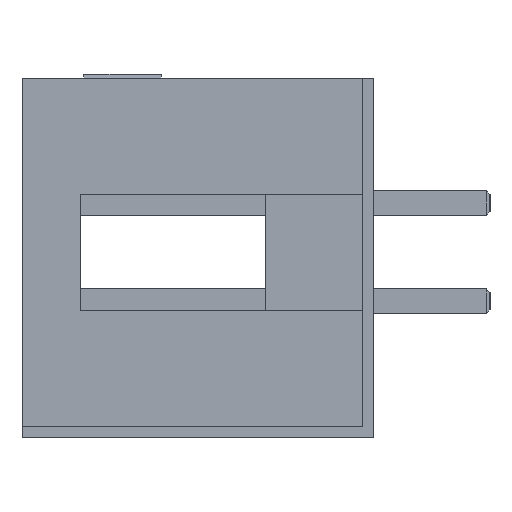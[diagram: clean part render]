
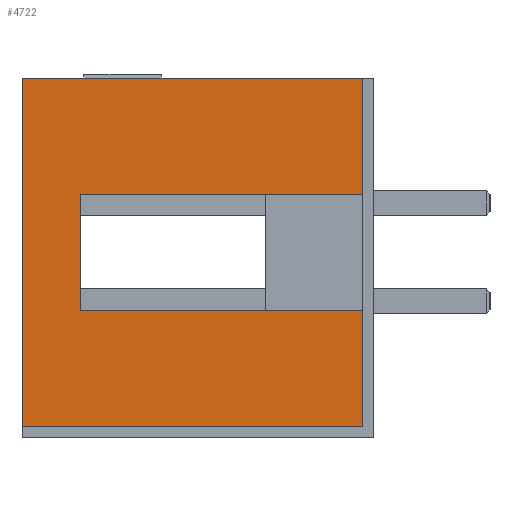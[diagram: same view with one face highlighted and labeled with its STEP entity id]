
A CAD part, left-side view. The second image highlights one B-rep face of the part: STEP entity #4722.
In plain terms, the highlighted planar face has unit normal (-1, 0, 0).
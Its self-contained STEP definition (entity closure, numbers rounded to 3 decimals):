
#63 = CARTESIAN_POINT ( 'NONE',  ( -19.04, 0.3, -1.5 ) ) ;
#105 = EDGE_CURVE ( 'NONE', #6360, #15873, #7355, .T. ) ;
#317 = LINE ( 'NONE', #17150, #17194 ) ;
#845 = VECTOR ( 'NONE', #4122, 1000. ) ;
#870 = ORIENTED_EDGE ( 'NONE', *, *, #4822, .T. ) ;
#1159 = ORIENTED_EDGE ( 'NONE', *, *, #4445, .F. ) ;
#1198 = CARTESIAN_POINT ( 'NONE',  ( -19.04, 9.1, 4.5 ) ) ;
#1769 = DIRECTION ( 'NONE',  ( 0., 0., -1. ) ) ;
#2920 = DIRECTION ( 'NONE',  ( 0., 0., -1. ) ) ;
#3073 = CARTESIAN_POINT ( 'NONE',  ( -19.04, 9.1, 4.5 ) ) ;
#3076 = ORIENTED_EDGE ( 'NONE', *, *, #6843, .F. ) ;
#3541 = ORIENTED_EDGE ( 'NONE', *, *, #6641, .T. ) ;
#4122 = DIRECTION ( 'NONE',  ( 0., -1., 0. ) ) ;
#4408 = LINE ( 'NONE', #12139, #14207 ) ;
#4445 = EDGE_CURVE ( 'NONE', #15140, #13597, #12506, .T. ) ;
#4722 = ADVANCED_FACE ( 'NONE', ( #7066 ), #6196, .T. ) ;
#4775 = DIRECTION ( 'NONE',  ( 0., 0., 1. ) ) ;
#4822 = EDGE_CURVE ( 'NONE', #12897, #14283, #18489, .T. ) ;
#5520 = EDGE_CURVE ( 'NONE', #13381, #15140, #317, .T. ) ;
#5631 = ORIENTED_EDGE ( 'NONE', *, *, #13694, .F. ) ;
#6043 = DIRECTION ( 'NONE',  ( 0., 0., 1. ) ) ;
#6051 = CARTESIAN_POINT ( 'NONE',  ( -19.04, 9.1, 0. ) ) ;
#6196 = PLANE ( 'NONE',  #12482 ) ;
#6360 = VERTEX_POINT ( 'NONE', #1198 ) ;
#6641 = EDGE_CURVE ( 'NONE', #15873, #13597, #4408, .T. ) ;
#6843 = EDGE_CURVE ( 'NONE', #6360, #7534, #15752, .T. ) ;
#7049 = EDGE_LOOP ( 'NONE', ( #1159, #10545, #10498, #870, #5631, #3076, #8155, #3541 ) ) ;
#7066 = FACE_OUTER_BOUND ( 'NONE', #7049, .T. ) ;
#7355 = LINE ( 'NONE', #6051, #7770 ) ;
#7360 = DIRECTION ( 'NONE',  ( 0., -1., 0. ) ) ;
#7430 = DIRECTION ( 'NONE',  ( 0., -1., 0. ) ) ;
#7440 = CARTESIAN_POINT ( 'NONE',  ( -19.04, 7.6, 0. ) ) ;
#7534 = VERTEX_POINT ( 'NONE', #11230 ) ;
#7770 = VECTOR ( 'NONE', #1769, 1000. ) ;
#8155 = ORIENTED_EDGE ( 'NONE', *, *, #105, .T. ) ;
#8408 = CARTESIAN_POINT ( 'NONE',  ( -19.04, 0.3, 0. ) ) ;
#8814 = DIRECTION ( 'NONE',  ( 0., -1., 0. ) ) ;
#9238 = CARTESIAN_POINT ( 'NONE',  ( -19.04, 0.3, 1.5 ) ) ;
#9702 = DIRECTION ( 'NONE',  ( 0., 0., -1. ) ) ;
#10470 = VECTOR ( 'NONE', #9702, 1000. ) ;
#10498 = ORIENTED_EDGE ( 'NONE', *, *, #13159, .T. ) ;
#10545 = ORIENTED_EDGE ( 'NONE', *, *, #5520, .F. ) ;
#11230 = CARTESIAN_POINT ( 'NONE',  ( -19.04, 0.3, 4.5 ) ) ;
#11872 = CARTESIAN_POINT ( 'NONE',  ( -19.04, 9.1, 0. ) ) ;
#12139 = CARTESIAN_POINT ( 'NONE',  ( -19.04, 9.1, -4.5 ) ) ;
#12245 = VECTOR ( 'NONE', #7360, 1000. ) ;
#12482 = AXIS2_PLACEMENT_3D ( 'NONE', #11872, #17585, #4775 ) ;
#12506 = LINE ( 'NONE', #8408, #10470 ) ;
#12820 = VECTOR ( 'NONE', #2920, 1000. ) ;
#12897 = VERTEX_POINT ( 'NONE', #14272 ) ;
#13159 = EDGE_CURVE ( 'NONE', #13381, #12897, #14427, .T. ) ;
#13381 = VERTEX_POINT ( 'NONE', #15539 ) ;
#13597 = VERTEX_POINT ( 'NONE', #16937 ) ;
#13694 = EDGE_CURVE ( 'NONE', #7534, #14283, #17302, .T. ) ;
#13951 = CARTESIAN_POINT ( 'NONE',  ( -19.04, 9.1, -4.5 ) ) ;
#14206 = CARTESIAN_POINT ( 'NONE',  ( -19.04, 0.3, 0. ) ) ;
#14207 = VECTOR ( 'NONE', #8814, 1000. ) ;
#14272 = CARTESIAN_POINT ( 'NONE',  ( -19.04, 7.6, 1.5 ) ) ;
#14283 = VERTEX_POINT ( 'NONE', #9238 ) ;
#14427 = LINE ( 'NONE', #7440, #15811 ) ;
#15140 = VERTEX_POINT ( 'NONE', #63 ) ;
#15539 = CARTESIAN_POINT ( 'NONE',  ( -19.04, 7.6, -1.5 ) ) ;
#15752 = LINE ( 'NONE', #3073, #12245 ) ;
#15811 = VECTOR ( 'NONE', #6043, 1000. ) ;
#15873 = VERTEX_POINT ( 'NONE', #13951 ) ;
#16937 = CARTESIAN_POINT ( 'NONE',  ( -19.04, 0.3, -4.5 ) ) ;
#17150 = CARTESIAN_POINT ( 'NONE',  ( -19.04, 7.6, -1.5 ) ) ;
#17194 = VECTOR ( 'NONE', #7430, 1000. ) ;
#17302 = LINE ( 'NONE', #14206, #12820 ) ;
#17585 = DIRECTION ( 'NONE',  ( -1., 0., 0. ) ) ;
#18224 = CARTESIAN_POINT ( 'NONE',  ( -19.04, 7.6, 1.5 ) ) ;
#18489 = LINE ( 'NONE', #18224, #845 ) ;
